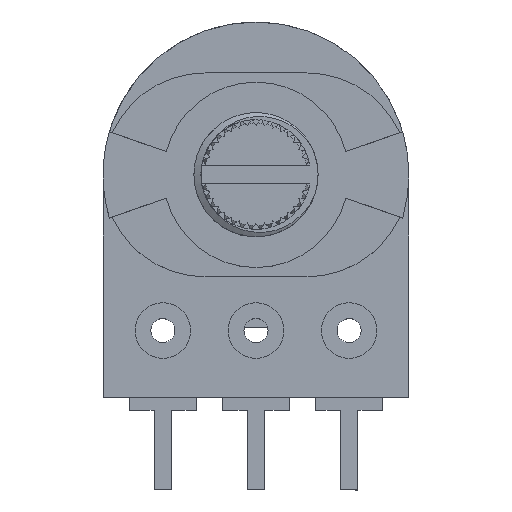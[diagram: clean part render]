
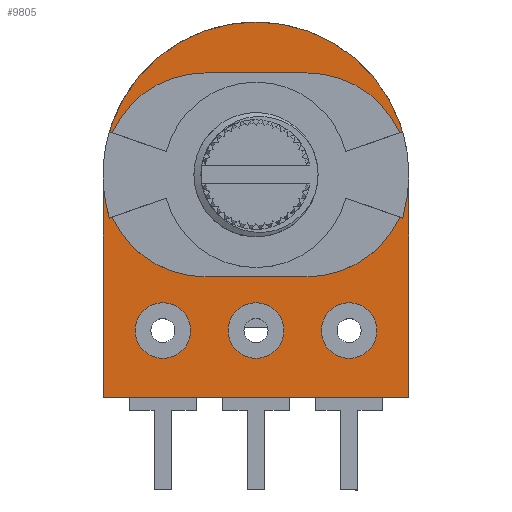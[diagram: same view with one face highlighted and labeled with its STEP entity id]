
A CAD part, top view. The second image highlights one B-rep face of the part: STEP entity #9805.
In plain terms, the highlighted planar face has unit normal (0, 0, 1).
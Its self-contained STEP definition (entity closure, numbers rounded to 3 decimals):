
#26 = ORIENTED_EDGE ( 'NONE', *, *, #1237, .F. ) ;
#84 = CARTESIAN_POINT ( 'NONE',  ( -5.675, -8.4, 7. ) ) ;
#170 = PLANE ( 'NONE',  #9622 ) ;
#222 = DIRECTION ( 'NONE',  ( 0., 0., 1. ) ) ;
#440 = LINE ( 'NONE', #5896, #6393 ) ;
#469 = DIRECTION ( 'NONE',  ( 1., 0., 0. ) ) ;
#610 = CARTESIAN_POINT ( 'NONE',  ( 5.025, -8.4, 7. ) ) ;
#808 = VERTEX_POINT ( 'NONE', #9495 ) ;
#1065 = ORIENTED_EDGE ( 'NONE', *, *, #9233, .F. ) ;
#1116 = DIRECTION ( 'NONE',  ( 0., 0., 1. ) ) ;
#1237 = EDGE_CURVE ( 'NONE', #808, #5379, #2842, .T. ) ;
#1244 = CARTESIAN_POINT ( 'NONE',  ( 4.375, -8.4, 7. ) ) ;
#1466 = FACE_BOUND ( 'NONE', #2286, .T. ) ;
#1484 = EDGE_CURVE ( 'NONE', #7009, #7393, #9052, .T. ) ;
#1533 = ORIENTED_EDGE ( 'NONE', *, *, #3845, .T. ) ;
#1708 = FACE_BOUND ( 'NONE', #7631, .T. ) ;
#1933 = DIRECTION ( 'NONE',  ( 0., -1., 0. ) ) ;
#2008 = CARTESIAN_POINT ( 'NONE',  ( 0., 0., 7. ) ) ;
#2286 = EDGE_LOOP ( 'NONE', ( #7094, #2935 ) ) ;
#2364 = AXIS2_PLACEMENT_3D ( 'NONE', #7557, #2761, #3831 ) ;
#2533 = EDGE_LOOP ( 'NONE', ( #5803, #1533, #10116, #9448 ) ) ;
#2565 = CARTESIAN_POINT ( 'NONE',  ( 0., -8.4, 7. ) ) ;
#2608 = CARTESIAN_POINT ( 'NONE',  ( -5.025, -8.4, 7. ) ) ;
#2761 = DIRECTION ( 'NONE',  ( 0., 0., 1. ) ) ;
#2823 = CARTESIAN_POINT ( 'NONE',  ( 8.25, -12., 7. ) ) ;
#2824 = AXIS2_PLACEMENT_3D ( 'NONE', #2008, #4397, #8455 ) ;
#2842 = CIRCLE ( 'NONE', #7961, 0.65 ) ;
#2935 = ORIENTED_EDGE ( 'NONE', *, *, #3012, .F. ) ;
#2943 = CIRCLE ( 'NONE', #10148, 0.65 ) ;
#2981 = AXIS2_PLACEMENT_3D ( 'NONE', #610, #5214, #6927 ) ;
#3012 = EDGE_CURVE ( 'NONE', #7393, #7009, #8881, .T. ) ;
#3048 = CARTESIAN_POINT ( 'NONE',  ( -0.65, -8.4, 7. ) ) ;
#3097 = DIRECTION ( 'NONE',  ( 1., 0., 0. ) ) ;
#3124 = VECTOR ( 'NONE', #3148, 1000. ) ;
#3148 = DIRECTION ( 'NONE',  ( 0., 1., 0. ) ) ;
#3316 = CARTESIAN_POINT ( 'NONE',  ( -8.25, 0., 7. ) ) ;
#3484 = ORIENTED_EDGE ( 'NONE', *, *, #8066, .F. ) ;
#3510 = AXIS2_PLACEMENT_3D ( 'NONE', #2608, #1116, #9935 ) ;
#3557 = DIRECTION ( 'NONE',  ( 0., 0., 1. ) ) ;
#3561 = VERTEX_POINT ( 'NONE', #3316 ) ;
#3831 = DIRECTION ( 'NONE',  ( 1., 0., 0. ) ) ;
#3845 = EDGE_CURVE ( 'NONE', #3561, #9741, #440, .T. ) ;
#3847 = LINE ( 'NONE', #10073, #3124 ) ;
#3937 = EDGE_CURVE ( 'NONE', #9741, #6256, #6502, .T. ) ;
#4044 = DIRECTION ( 'NONE',  ( 0., 0., 1. ) ) ;
#4397 = DIRECTION ( 'NONE',  ( 0., 0., 1. ) ) ;
#4461 = ORIENTED_EDGE ( 'NONE', *, *, #9450, .F. ) ;
#4823 = DIRECTION ( 'NONE',  ( 1., 0., 0. ) ) ;
#4863 = CARTESIAN_POINT ( 'NONE',  ( 5.675, -8.4, 7. ) ) ;
#4912 = CARTESIAN_POINT ( 'NONE',  ( -5.025, -8.4, 7. ) ) ;
#5214 = DIRECTION ( 'NONE',  ( 0., 0., 1. ) ) ;
#5379 = VERTEX_POINT ( 'NONE', #84 ) ;
#5716 = DIRECTION ( 'NONE',  ( 1., 0., 0. ) ) ;
#5803 = ORIENTED_EDGE ( 'NONE', *, *, #6238, .T. ) ;
#5818 = CARTESIAN_POINT ( 'NONE',  ( 8.25, 0., 7. ) ) ;
#5896 = CARTESIAN_POINT ( 'NONE',  ( -8.25, 0., 7. ) ) ;
#6238 = EDGE_CURVE ( 'NONE', #8041, #3561, #7464, .T. ) ;
#6256 = VERTEX_POINT ( 'NONE', #2823 ) ;
#6337 = CARTESIAN_POINT ( 'NONE',  ( -8.25, -12., 7. ) ) ;
#6384 = EDGE_CURVE ( 'NONE', #6256, #8041, #3847, .T. ) ;
#6393 = VECTOR ( 'NONE', #1933, 1000. ) ;
#6502 = LINE ( 'NONE', #9428, #7753 ) ;
#6927 = DIRECTION ( 'NONE',  ( 1., 0., 0. ) ) ;
#7009 = VERTEX_POINT ( 'NONE', #1244 ) ;
#7094 = ORIENTED_EDGE ( 'NONE', *, *, #1484, .F. ) ;
#7393 = VERTEX_POINT ( 'NONE', #4863 ) ;
#7464 = CIRCLE ( 'NONE', #2824, 8.25 ) ;
#7557 = CARTESIAN_POINT ( 'NONE',  ( 5.025, -8.4, 7. ) ) ;
#7602 = VERTEX_POINT ( 'NONE', #7620 ) ;
#7620 = CARTESIAN_POINT ( 'NONE',  ( 0.65, -8.4, 7. ) ) ;
#7631 = EDGE_LOOP ( 'NONE', ( #1065, #4461 ) ) ;
#7753 = VECTOR ( 'NONE', #3097, 1000. ) ;
#7902 = FACE_OUTER_BOUND ( 'NONE', #2533, .T. ) ;
#7961 = AXIS2_PLACEMENT_3D ( 'NONE', #4912, #222, #5716 ) ;
#7989 = CARTESIAN_POINT ( 'NONE',  ( 0., 0., 7. ) ) ;
#8041 = VERTEX_POINT ( 'NONE', #5818 ) ;
#8066 = EDGE_CURVE ( 'NONE', #5379, #808, #9274, .T. ) ;
#8068 = DIRECTION ( 'NONE',  ( 0., 0., 1. ) ) ;
#8322 = EDGE_LOOP ( 'NONE', ( #3484, #26 ) ) ;
#8455 = DIRECTION ( 'NONE',  ( 1., 0., 0. ) ) ;
#8881 = CIRCLE ( 'NONE', #2364, 0.65 ) ;
#9052 = CIRCLE ( 'NONE', #2981, 0.65 ) ;
#9171 = CARTESIAN_POINT ( 'NONE',  ( 0., -8.4, 7. ) ) ;
#9233 = EDGE_CURVE ( 'NONE', #9611, #7602, #9871, .T. ) ;
#9274 = CIRCLE ( 'NONE', #3510, 0.65 ) ;
#9428 = CARTESIAN_POINT ( 'NONE',  ( -8.25, -12., 7. ) ) ;
#9448 = ORIENTED_EDGE ( 'NONE', *, *, #6384, .T. ) ;
#9450 = EDGE_CURVE ( 'NONE', #7602, #9611, #2943, .T. ) ;
#9495 = CARTESIAN_POINT ( 'NONE',  ( -4.375, -8.4, 7. ) ) ;
#9611 = VERTEX_POINT ( 'NONE', #3048 ) ;
#9622 = AXIS2_PLACEMENT_3D ( 'NONE', #7989, #8068, #4823 ) ;
#9694 = DIRECTION ( 'NONE',  ( 1., 0., 0. ) ) ;
#9741 = VERTEX_POINT ( 'NONE', #6337 ) ;
#9805 = ADVANCED_FACE ( 'NONE', ( #1466, #1708, #10104, #7902 ), #170, .T. ) ;
#9871 = CIRCLE ( 'NONE', #10003, 0.65 ) ;
#9935 = DIRECTION ( 'NONE',  ( 1., 0., 0. ) ) ;
#10003 = AXIS2_PLACEMENT_3D ( 'NONE', #2565, #4044, #9694 ) ;
#10073 = CARTESIAN_POINT ( 'NONE',  ( 8.25, -12., 7. ) ) ;
#10104 = FACE_BOUND ( 'NONE', #8322, .T. ) ;
#10116 = ORIENTED_EDGE ( 'NONE', *, *, #3937, .T. ) ;
#10148 = AXIS2_PLACEMENT_3D ( 'NONE', #9171, #3557, #469 ) ;
